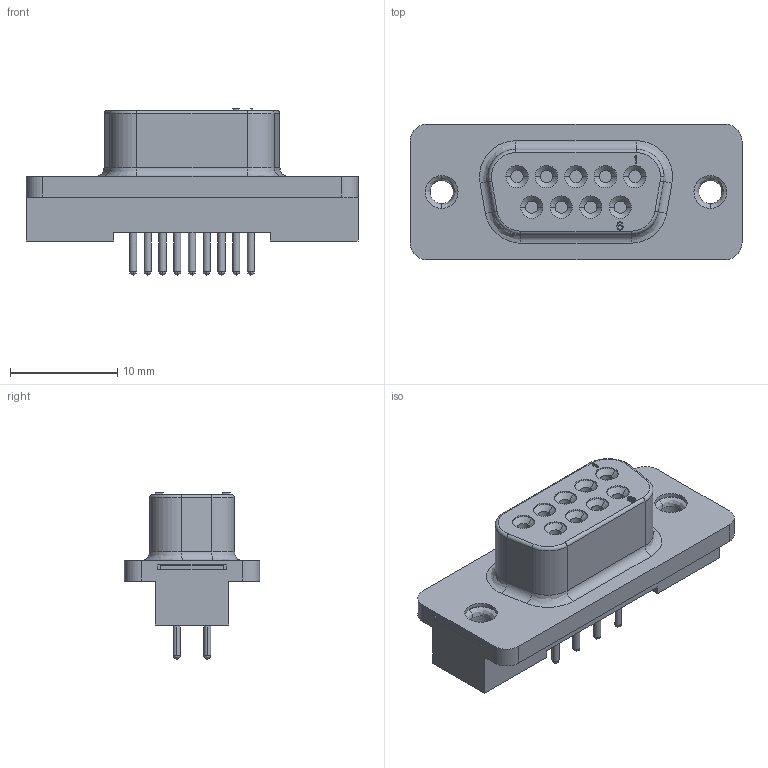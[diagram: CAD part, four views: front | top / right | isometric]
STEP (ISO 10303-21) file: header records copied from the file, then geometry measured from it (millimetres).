
FILE_DESCRIPTION (( 'STEP AP214' ), '1' );
FILE_NAME ('User Library-DB9 vert 5747150-07-SLDPRT.STEP', '2021-05-25T12:25:27', ( '' ), ( '' ), 'SwSTEP 2.0', 'SolidWorks 2021', '' );
FILE_SCHEMA (( 'AUTOMOTIVE_DESIGN' ));
Length unit declared in the file: millimetre
Products named in the file (1): User Library-DB9 vert 5747150-07-SLDPRT
Bounding box: 30.89 x 12.6 x 15.47 mm (x, y, z)
Volume: 2187.5 mm3; surface area: 2008.2 mm2
Topology: 1 solids, 1 shells, 276 faces, 688 edges, 432 vertices
Faces by surface type: plane 128, cylinder 99, bspline 26, cone 18, torus 5
Entity records: 9145 total; most frequent: CARTESIAN_POINT 1781, DIRECTION 1420, ORIENTED_EDGE 1340, EDGE_CURVE 670, AXIS2_PLACEMENT_3D 503, VERTEX_POINT 432, VECTOR 414, LINE 414
